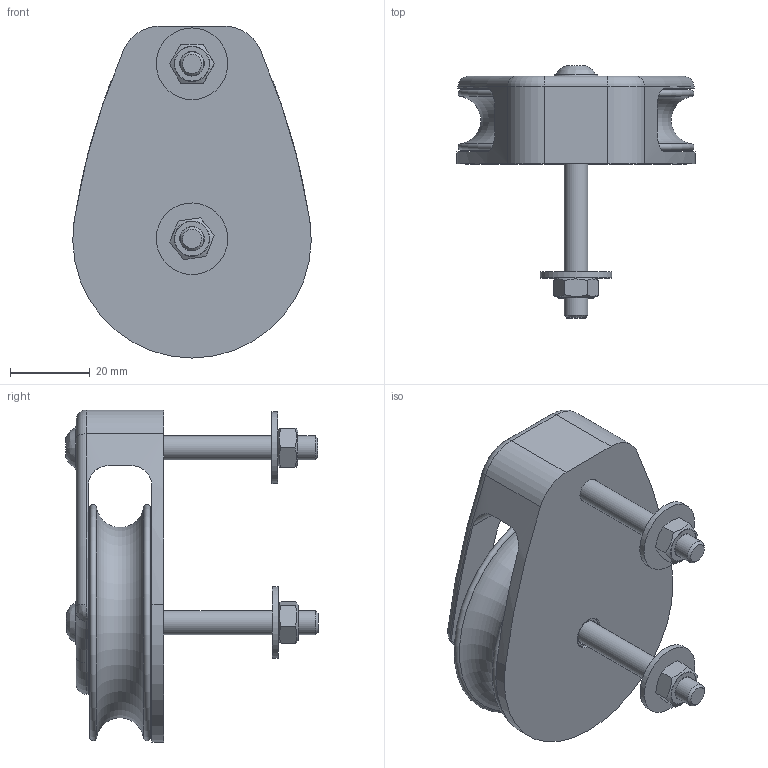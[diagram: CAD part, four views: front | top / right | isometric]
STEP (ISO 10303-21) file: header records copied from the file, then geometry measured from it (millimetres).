
FILE_DESCRIPTION(/* description */ (''),/* implementation_level */ '2;1');
FILE_NAME(/* name */ '00611.stp',/* time_stamp */ '2021-07-29T15:53:56+02:00',/* author */ ('lucade'),/* organization */ (''),/* preprocessor_version */ 'ST-DEVELOPER v18.1',/* originating_system */ 'Autodesk Inventor 2021',/* authorisation */ '');
FILE_SCHEMA (('AUTOMOTIVE_DESIGN { 1 0 10303 214 3 1 1 }'));
Length unit declared in the file: millimetre
Products named in the file (1): 21072911
Bounding box: 59.99 x 63.4 x 83.5 mm (x, y, z)
Volume: 58881.8 mm3; surface area: 32739.1 mm2
Topology: 60 solids, 60 shells, 263 faces, 624 edges, 390 vertices
Faces by surface type: plane 75, sphere 58, cylinder 53, torus 49, cone 24, bspline 4
Full cylindrical faces by diameter (mm): 6 x4, 6.1 x2, 6.2 x2, 6.4 x2, 8 x1, 8.2 x3, 10.5 x4, 11.7 x2, 13.5 x2, 15 x2, 18 x2, 26.6 x2, 33.4 x2, 37 x2
Entity records: 7101 total; most frequent: CARTESIAN_POINT 1340, DIRECTION 1323, ORIENTED_EDGE 1012, AXIS2_PLACEMENT_3D 599, EDGE_CURVE 506, VERTEX_POINT 390, CIRCLE 339, EDGE_LOOP 300
